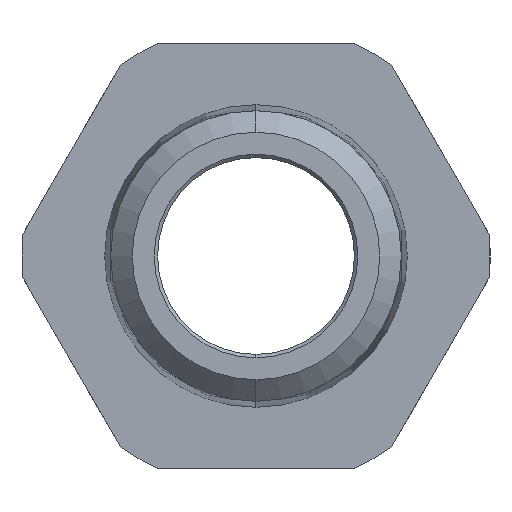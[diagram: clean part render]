
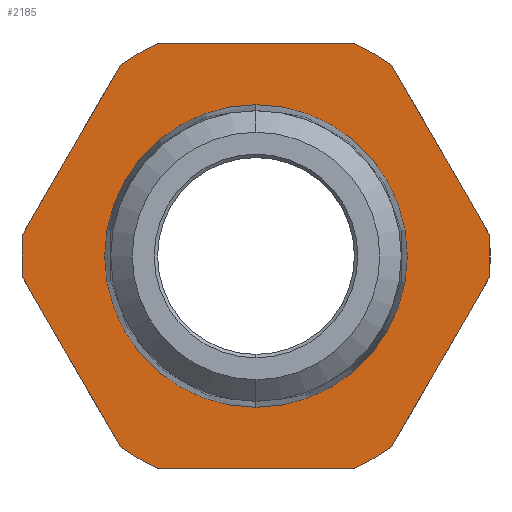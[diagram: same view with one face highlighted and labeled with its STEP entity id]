
A CAD part, left-side view. The second image highlights one B-rep face of the part: STEP entity #2185.
In plain terms, the highlighted planar face has unit normal (-1, 0, 0).
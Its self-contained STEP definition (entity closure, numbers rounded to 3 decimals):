
#64 = ORIENTED_EDGE ( 'NONE', *, *, #2318, .T. ) ;
#69 = EDGE_CURVE ( 'NONE', #2891, #1581, #123, .T. ) ;
#73 = AXIS2_PLACEMENT_3D ( 'NONE', #2439, #2214, #2429 ) ;
#75 = DIRECTION ( 'NONE',  ( 0., 1., 0. ) ) ;
#94 = ORIENTED_EDGE ( 'NONE', *, *, #755, .F. ) ;
#97 = DIRECTION ( 'NONE',  ( -1., 0., 0. ) ) ;
#123 = CIRCLE ( 'NONE', #1453, 10.84 ) ;
#131 = CARTESIAN_POINT ( 'NONE',  ( 20.2, -9.713, 13.677 ) ) ;
#135 = CIRCLE ( 'NONE', #2112, 16.775 ) ;
#142 = CARTESIAN_POINT ( 'NONE',  ( 20.2, 16.701, 1.573 ) ) ;
#189 = FACE_OUTER_BOUND ( 'NONE', #2426, .T. ) ;
#218 = ORIENTED_EDGE ( 'NONE', *, *, #692, .T. ) ;
#219 = DIRECTION ( 'NONE',  ( 0., -0.5, 0.866 ) ) ;
#224 = CARTESIAN_POINT ( 'NONE',  ( 20.2, -16.701, 1.573 ) ) ;
#228 = CARTESIAN_POINT ( 'NONE',  ( 20.2, -6.988, 15.25 ) ) ;
#272 = DIRECTION ( 'NONE',  ( 0., 0., 1. ) ) ;
#362 = DIRECTION ( 'NONE',  ( -1., 0., 0. ) ) ;
#389 = AXIS2_PLACEMENT_3D ( 'NONE', #2800, #97, #2561 ) ;
#391 = VECTOR ( 'NONE', #2805, 1000. ) ;
#438 = CARTESIAN_POINT ( 'NONE',  ( 20.2, 0., 0. ) ) ;
#482 = DIRECTION ( 'NONE',  ( 0., 0.5, 0.866 ) ) ;
#510 = AXIS2_PLACEMENT_3D ( 'NONE', #2321, #574, #3005 ) ;
#522 = CARTESIAN_POINT ( 'NONE',  ( 20.2, -16.701, -1.573 ) ) ;
#530 = CARTESIAN_POINT ( 'NONE',  ( 20.2, 0., 0. ) ) ;
#556 = VERTEX_POINT ( 'NONE', #2565 ) ;
#574 = DIRECTION ( 'NONE',  ( -1., 0., 0. ) ) ;
#582 = EDGE_CURVE ( 'NONE', #1435, #2613, #1771, .T. ) ;
#585 = EDGE_CURVE ( 'NONE', #1663, #1435, #2849, .T. ) ;
#638 = LINE ( 'NONE', #2652, #3159 ) ;
#681 = VECTOR ( 'NONE', #75, 1000. ) ;
#692 = EDGE_CURVE ( 'NONE', #1143, #1808, #135, .T. ) ;
#725 = VERTEX_POINT ( 'NONE', #1384 ) ;
#735 = DIRECTION ( 'NONE',  ( 0., 0., 1. ) ) ;
#743 = AXIS2_PLACEMENT_3D ( 'NONE', #530, #2501, #2470 ) ;
#746 = CARTESIAN_POINT ( 'NONE',  ( 20.2, -9.713, -13.677 ) ) ;
#755 = EDGE_CURVE ( 'NONE', #1581, #2891, #2645, .T. ) ;
#772 = EDGE_CURVE ( 'NONE', #2494, #1977, #969, .T. ) ;
#797 = AXIS2_PLACEMENT_3D ( 'NONE', #2598, #876, #2571 ) ;
#833 = EDGE_CURVE ( 'NONE', #2613, #1543, #638, .T. ) ;
#834 = ORIENTED_EDGE ( 'NONE', *, *, #1381, .T. ) ;
#846 = CARTESIAN_POINT ( 'NONE',  ( 20.2, 0., 10.84 ) ) ;
#876 = DIRECTION ( 'NONE',  ( -1., 0., 0. ) ) ;
#877 = EDGE_CURVE ( 'NONE', #556, #1663, #2961, .T. ) ;
#969 = LINE ( 'NONE', #2199, #2990 ) ;
#1000 = EDGE_CURVE ( 'NONE', #1402, #1030, #2275, .T. ) ;
#1030 = VERTEX_POINT ( 'NONE', #2274 ) ;
#1143 = VERTEX_POINT ( 'NONE', #142 ) ;
#1214 = EDGE_CURVE ( 'NONE', #1977, #1402, #2006, .T. ) ;
#1229 = CARTESIAN_POINT ( 'NONE',  ( 20.2, 0., 0. ) ) ;
#1285 = ORIENTED_EDGE ( 'NONE', *, *, #772, .T. ) ;
#1321 = EDGE_CURVE ( 'NONE', #1543, #2494, #2431, .T. ) ;
#1352 = DIRECTION ( 'NONE',  ( 0., -1., 0. ) ) ;
#1359 = ORIENTED_EDGE ( 'NONE', *, *, #877, .T. ) ;
#1381 = EDGE_CURVE ( 'NONE', #1030, #725, #2233, .T. ) ;
#1384 = CARTESIAN_POINT ( 'NONE',  ( 20.2, 9.713, 13.677 ) ) ;
#1399 = ORIENTED_EDGE ( 'NONE', *, *, #833, .T. ) ;
#1402 = VERTEX_POINT ( 'NONE', #228 ) ;
#1414 = CARTESIAN_POINT ( 'NONE',  ( 20.2, 16.701, -1.573 ) ) ;
#1435 = VERTEX_POINT ( 'NONE', #1709 ) ;
#1439 = AXIS2_PLACEMENT_3D ( 'NONE', #1694, #2453, #735 ) ;
#1453 = AXIS2_PLACEMENT_3D ( 'NONE', #2093, #362, #2825 ) ;
#1543 = VERTEX_POINT ( 'NONE', #522 ) ;
#1547 = ORIENTED_EDGE ( 'NONE', *, *, #1934, .T. ) ;
#1581 = VERTEX_POINT ( 'NONE', #2036 ) ;
#1663 = VERTEX_POINT ( 'NONE', #2600 ) ;
#1694 = CARTESIAN_POINT ( 'NONE',  ( 20.2, 0., 0. ) ) ;
#1709 = CARTESIAN_POINT ( 'NONE',  ( 20.2, -6.988, -15.25 ) ) ;
#1722 = LINE ( 'NONE', #2345, #2523 ) ;
#1741 = EDGE_LOOP ( 'NONE', ( #1850, #94 ) ) ;
#1748 = FACE_BOUND ( 'NONE', #1741, .T. ) ;
#1771 = CIRCLE ( 'NONE', #389, 16.775 ) ;
#1791 = LINE ( 'NONE', #2333, #391 ) ;
#1808 = VERTEX_POINT ( 'NONE', #1414 ) ;
#1827 = AXIS2_PLACEMENT_3D ( 'NONE', #1229, #1933, #272 ) ;
#1850 = ORIENTED_EDGE ( 'NONE', *, *, #69, .F. ) ;
#1933 = DIRECTION ( 'NONE',  ( -1., 0., 0. ) ) ;
#1934 = EDGE_CURVE ( 'NONE', #1808, #556, #1791, .T. ) ;
#1977 = VERTEX_POINT ( 'NONE', #131 ) ;
#1995 = ORIENTED_EDGE ( 'NONE', *, *, #585, .T. ) ;
#2006 = CIRCLE ( 'NONE', #797, 16.775 ) ;
#2016 = ORIENTED_EDGE ( 'NONE', *, *, #582, .T. ) ;
#2036 = CARTESIAN_POINT ( 'NONE',  ( 20.2, 0., -10.84 ) ) ;
#2093 = CARTESIAN_POINT ( 'NONE',  ( 20.2, 0., 0. ) ) ;
#2112 = AXIS2_PLACEMENT_3D ( 'NONE', #438, #2140, #2373 ) ;
#2113 = DIRECTION ( 'NONE',  ( 0., 0.5, -0.866 ) ) ;
#2140 = DIRECTION ( 'NONE',  ( -1., 0., 0. ) ) ;
#2185 = ADVANCED_FACE ( 'NONE', ( #1748, #189 ), #2269, .T. ) ;
#2199 = CARTESIAN_POINT ( 'NONE',  ( 20.2, -9.713, 13.677 ) ) ;
#2201 = VECTOR ( 'NONE', #1352, 1000. ) ;
#2214 = DIRECTION ( 'NONE',  ( -1., 0., 0. ) ) ;
#2233 = CIRCLE ( 'NONE', #73, 16.775 ) ;
#2269 = PLANE ( 'NONE',  #510 ) ;
#2274 = CARTESIAN_POINT ( 'NONE',  ( 20.2, 6.988, 15.25 ) ) ;
#2275 = LINE ( 'NONE', #2311, #681 ) ;
#2311 = CARTESIAN_POINT ( 'NONE',  ( 20.2, 6.988, 15.25 ) ) ;
#2318 = EDGE_CURVE ( 'NONE', #725, #1143, #1722, .T. ) ;
#2321 = CARTESIAN_POINT ( 'NONE',  ( 20.2, 10.84, 0. ) ) ;
#2333 = CARTESIAN_POINT ( 'NONE',  ( 20.2, 9.713, -13.677 ) ) ;
#2345 = CARTESIAN_POINT ( 'NONE',  ( 20.2, 16.701, 1.573 ) ) ;
#2373 = DIRECTION ( 'NONE',  ( 0., 0., 1. ) ) ;
#2426 = EDGE_LOOP ( 'NONE', ( #218, #1547, #1359, #1995, #2016, #1399, #2545, #1285, #2999, #2820, #834, #64 ) ) ;
#2429 = DIRECTION ( 'NONE',  ( 0., 0., 1. ) ) ;
#2431 = CIRCLE ( 'NONE', #1827, 16.775 ) ;
#2439 = CARTESIAN_POINT ( 'NONE',  ( 20.2, 0., 0. ) ) ;
#2453 = DIRECTION ( 'NONE',  ( -1., 0., 0. ) ) ;
#2470 = DIRECTION ( 'NONE',  ( 0., 0., 1. ) ) ;
#2494 = VERTEX_POINT ( 'NONE', #224 ) ;
#2501 = DIRECTION ( 'NONE',  ( -1., 0., 0. ) ) ;
#2523 = VECTOR ( 'NONE', #2113, 1000. ) ;
#2545 = ORIENTED_EDGE ( 'NONE', *, *, #1321, .T. ) ;
#2561 = DIRECTION ( 'NONE',  ( 0., 0., 1. ) ) ;
#2565 = CARTESIAN_POINT ( 'NONE',  ( 20.2, 9.713, -13.677 ) ) ;
#2571 = DIRECTION ( 'NONE',  ( 0., 0., 1. ) ) ;
#2598 = CARTESIAN_POINT ( 'NONE',  ( 20.2, 0., 0. ) ) ;
#2600 = CARTESIAN_POINT ( 'NONE',  ( 20.2, 6.988, -15.25 ) ) ;
#2613 = VERTEX_POINT ( 'NONE', #746 ) ;
#2645 = CIRCLE ( 'NONE', #1439, 10.84 ) ;
#2652 = CARTESIAN_POINT ( 'NONE',  ( 20.2, -16.701, -1.573 ) ) ;
#2800 = CARTESIAN_POINT ( 'NONE',  ( 20.2, 0., 0. ) ) ;
#2805 = DIRECTION ( 'NONE',  ( 0., -0.5, -0.866 ) ) ;
#2813 = CARTESIAN_POINT ( 'NONE',  ( 20.2, -6.988, -15.25 ) ) ;
#2820 = ORIENTED_EDGE ( 'NONE', *, *, #1000, .T. ) ;
#2825 = DIRECTION ( 'NONE',  ( 0., 0., 1. ) ) ;
#2849 = LINE ( 'NONE', #2813, #2201 ) ;
#2891 = VERTEX_POINT ( 'NONE', #846 ) ;
#2961 = CIRCLE ( 'NONE', #743, 16.775 ) ;
#2990 = VECTOR ( 'NONE', #482, 1000. ) ;
#2999 = ORIENTED_EDGE ( 'NONE', *, *, #1214, .T. ) ;
#3005 = DIRECTION ( 'NONE',  ( 0., 0., 1. ) ) ;
#3159 = VECTOR ( 'NONE', #219, 1000. ) ;
